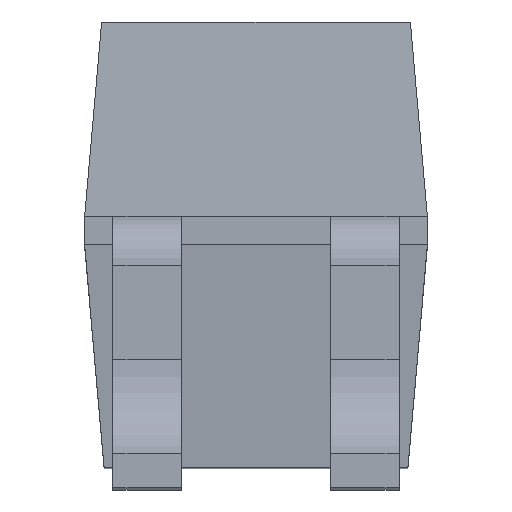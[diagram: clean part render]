
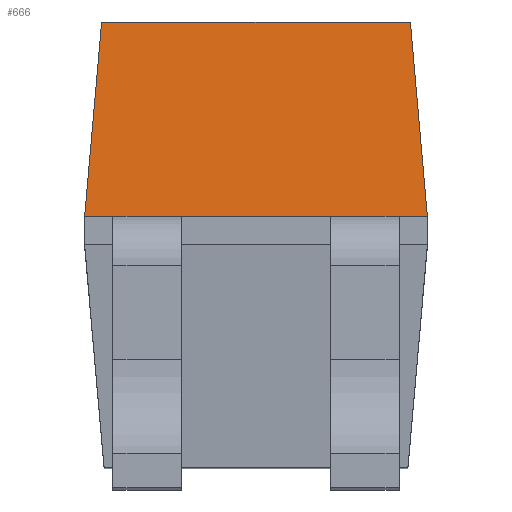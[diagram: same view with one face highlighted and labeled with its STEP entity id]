
A CAD part, top view. The second image highlights one B-rep face of the part: STEP entity #666.
In plain terms, the highlighted planar face has unit normal (0, 0.087, 0.996).
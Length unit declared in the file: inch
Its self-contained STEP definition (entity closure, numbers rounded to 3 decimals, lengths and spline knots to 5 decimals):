
#17 = EDGE_CURVE ( 'NONE', #1558, #1020, #136, .T. ) ;
#117 = CARTESIAN_POINT ( 'NONE',  ( 0.0565, 1.21383, 0.12243 ) ) ;
#136 = LINE ( 'NONE', #431, #271 ) ;
#189 = VERTEX_POINT ( 'NONE', #1975 ) ;
#271 = VECTOR ( 'NONE', #761, 39.37008 ) ;
#307 = VECTOR ( 'NONE', #690, 39.37008 ) ;
#330 = ORIENTED_EDGE ( 'NONE', *, *, #596, .F. ) ;
#342 = DIRECTION ( 'NONE',  ( 1., 0., 0. ) ) ;
#353 = VERTEX_POINT ( 'NONE', #1827 ) ;
#425 = ORIENTED_EDGE ( 'NONE', *, *, #17, .T. ) ;
#431 = CARTESIAN_POINT ( 'NONE',  ( 0., 1.21383, 0.12243 ) ) ;
#453 = VECTOR ( 'NONE', #617, 39.37008 ) ;
#468 = DIRECTION ( 'NONE',  ( -1., 0., 0. ) ) ;
#596 = EDGE_CURVE ( 'NONE', #852, #818, #1261, .T. ) ;
#617 = DIRECTION ( 'NONE',  ( 1., 0., 0. ) ) ;
#618 = FACE_OUTER_BOUND ( 'NONE', #1977, .T. ) ;
#664 = VECTOR ( 'NONE', #468, 39.37008 ) ;
#666 = ADVANCED_FACE ( 'NONE', ( #618 ), #2067, .F. ) ;
#690 = DIRECTION ( 'NONE',  ( 1., 0., 0. ) ) ;
#732 = DIRECTION ( 'NONE',  ( 0., -0.087, -0.996 ) ) ;
#761 = DIRECTION ( 'NONE',  ( 1., 0., 0. ) ) ;
#797 = VECTOR ( 'NONE', #2030, 39.37008 ) ;
#818 = VERTEX_POINT ( 'NONE', #931 ) ;
#852 = VERTEX_POINT ( 'NONE', #1237 ) ;
#894 = CARTESIAN_POINT ( 'NONE',  ( 0., 1.21383, 0.12243 ) ) ;
#898 = CARTESIAN_POINT ( 'NONE',  ( 0.07815, 1.22062, 0.12184 ) ) ;
#901 = VECTOR ( 'NONE', #1397, 39.37008 ) ;
#931 = CARTESIAN_POINT ( 'NONE',  ( 0.07484, 1.25846, 0.11853 ) ) ;
#961 = DIRECTION ( 'NONE',  ( -1., 0., 0. ) ) ;
#1014 = LINE ( 'NONE', #1969, #1841 ) ;
#1020 = VERTEX_POINT ( 'NONE', #117 ) ;
#1076 = DIRECTION ( 'NONE',  ( 0., 0.996, -0.087 ) ) ;
#1115 = ORIENTED_EDGE ( 'NONE', *, *, #1241, .T. ) ;
#1184 = ORIENTED_EDGE ( 'NONE', *, *, #1476, .T. ) ;
#1193 = CARTESIAN_POINT ( 'NONE',  ( 0.07874, 1.21383, 0.12243 ) ) ;
#1200 = EDGE_CURVE ( 'NONE', #189, #1307, #1796, .T. ) ;
#1235 = ORIENTED_EDGE ( 'NONE', *, *, #2120, .T. ) ;
#1237 = CARTESIAN_POINT ( 'NONE',  ( 0.0039, 1.25846, 0.11853 ) ) ;
#1240 = ORIENTED_EDGE ( 'NONE', *, *, #1682, .F. ) ;
#1241 = EDGE_CURVE ( 'NONE', #852, #1300, #1253, .T. ) ;
#1253 = LINE ( 'NONE', #1540, #797 ) ;
#1261 = LINE ( 'NONE', #1380, #307 ) ;
#1300 = VERTEX_POINT ( 'NONE', #1839 ) ;
#1303 = CARTESIAN_POINT ( 'NONE',  ( 0., 1.21383, 0.12243 ) ) ;
#1307 = VERTEX_POINT ( 'NONE', #1193 ) ;
#1329 = ORIENTED_EDGE ( 'NONE', *, *, #1616, .F. ) ;
#1380 = CARTESIAN_POINT ( 'NONE',  ( 0.07874, 1.25846, 0.11853 ) ) ;
#1397 = DIRECTION ( 'NONE',  ( -0.087, 0.992, -0.087 ) ) ;
#1476 = EDGE_CURVE ( 'NONE', #1307, #818, #1742, .T. ) ;
#1528 = LINE ( 'NONE', #1650, #664 ) ;
#1531 = LINE ( 'NONE', #1303, #453 ) ;
#1540 = CARTESIAN_POINT ( 'NONE',  ( 0., 1.21383, 0.12243 ) ) ;
#1558 = VERTEX_POINT ( 'NONE', #1663 ) ;
#1616 = EDGE_CURVE ( 'NONE', #189, #1020, #1528, .T. ) ;
#1650 = CARTESIAN_POINT ( 'NONE',  ( 0.07224, 1.21383, 0.12243 ) ) ;
#1663 = CARTESIAN_POINT ( 'NONE',  ( 0.02224, 1.21383, 0.12243 ) ) ;
#1682 = EDGE_CURVE ( 'NONE', #1558, #353, #1014, .T. ) ;
#1699 = VECTOR ( 'NONE', #342, 39.37008 ) ;
#1742 = LINE ( 'NONE', #898, #901 ) ;
#1796 = LINE ( 'NONE', #1864, #1699 ) ;
#1827 = CARTESIAN_POINT ( 'NONE',  ( 0.0065, 1.21383, 0.12243 ) ) ;
#1839 = CARTESIAN_POINT ( 'NONE',  ( 0., 1.21383, 0.12243 ) ) ;
#1841 = VECTOR ( 'NONE', #961, 39.37008 ) ;
#1864 = CARTESIAN_POINT ( 'NONE',  ( 0., 1.21383, 0.12243 ) ) ;
#1969 = CARTESIAN_POINT ( 'NONE',  ( 0.02224, 1.21383, 0.12243 ) ) ;
#1975 = CARTESIAN_POINT ( 'NONE',  ( 0.07224, 1.21383, 0.12243 ) ) ;
#1977 = EDGE_LOOP ( 'NONE', ( #2095, #1184, #330, #1115, #1235, #1240, #425, #1329 ) ) ;
#2030 = DIRECTION ( 'NONE',  ( -0.087, -0.992, 0.087 ) ) ;
#2067 = PLANE ( 'NONE',  #2145 ) ;
#2095 = ORIENTED_EDGE ( 'NONE', *, *, #1200, .T. ) ;
#2120 = EDGE_CURVE ( 'NONE', #1300, #353, #1531, .T. ) ;
#2145 = AXIS2_PLACEMENT_3D ( 'NONE', #894, #732, #1076 ) ;
